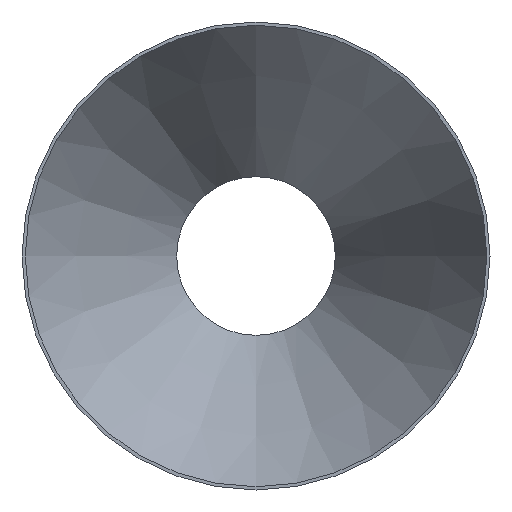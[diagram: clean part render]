
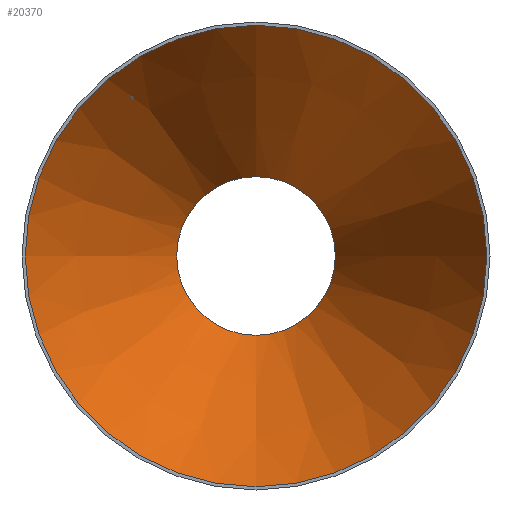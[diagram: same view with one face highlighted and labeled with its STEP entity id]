
A CAD part, front view. The second image highlights one B-rep face of the part: STEP entity #20370.
In plain terms, the highlighted conical face has half-angle 27.305 degrees and reference radius 159.699 mm.
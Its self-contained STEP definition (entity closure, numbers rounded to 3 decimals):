
#1408 = DIRECTION ( 'NONE',  ( 0., -1., 0. ) ) ;
#4014 = CONICAL_SURFACE ( 'NONE', #11886, 159.699, 0.477 ) ;
#4134 = DIRECTION ( 'NONE',  ( 0., -1., 0. ) ) ;
#5798 = ORIENTED_EDGE ( 'NONE', *, *, #15739, .F. ) ;
#5808 = FACE_OUTER_BOUND ( 'NONE', #7098, .T. ) ;
#6101 = CARTESIAN_POINT ( 'NONE',  ( 0., 0., 0. ) ) ;
#6197 = VERTEX_POINT ( 'NONE', #22522 ) ;
#6642 = DIRECTION ( 'NONE',  ( 0., 0., -1. ) ) ;
#7098 = EDGE_LOOP ( 'NONE', ( #8521 ) ) ;
#8521 = ORIENTED_EDGE ( 'NONE', *, *, #26426, .T. ) ;
#10679 = VERTEX_POINT ( 'NONE', #29743 ) ;
#11886 = AXIS2_PLACEMENT_3D ( 'NONE', #6101, #17783, #27164 ) ;
#15739 = EDGE_CURVE ( 'NONE', #6197, #6197, #30517, .T. ) ;
#15853 = DIRECTION ( 'NONE',  ( 0., 0., -1. ) ) ;
#16939 = CIRCLE ( 'NONE', #20861, 159.699 ) ;
#17783 = DIRECTION ( 'NONE',  ( 0., -1., 0. ) ) ;
#20370 = ADVANCED_FACE ( 'NONE', ( #29649, #5808 ), #4014, .F. ) ;
#20861 = AXIS2_PLACEMENT_3D ( 'NONE', #27264, #1408, #6642 ) ;
#22422 = EDGE_LOOP ( 'NONE', ( #5798 ) ) ;
#22522 = CARTESIAN_POINT ( 'NONE',  ( 0., 203., -54.899 ) ) ;
#24609 = AXIS2_PLACEMENT_3D ( 'NONE', #25385, #4134, #15853 ) ;
#25385 = CARTESIAN_POINT ( 'NONE',  ( 0., 203., 0. ) ) ;
#26426 = EDGE_CURVE ( 'NONE', #10679, #10679, #16939, .T. ) ;
#27164 = DIRECTION ( 'NONE',  ( 0., 0., -1. ) ) ;
#27264 = CARTESIAN_POINT ( 'NONE',  ( 0., 0., 0. ) ) ;
#29649 = FACE_BOUND ( 'NONE', #22422, .T. ) ;
#29743 = CARTESIAN_POINT ( 'NONE',  ( 0., 0., -159.699 ) ) ;
#30517 = CIRCLE ( 'NONE', #24609, 54.899 ) ;
